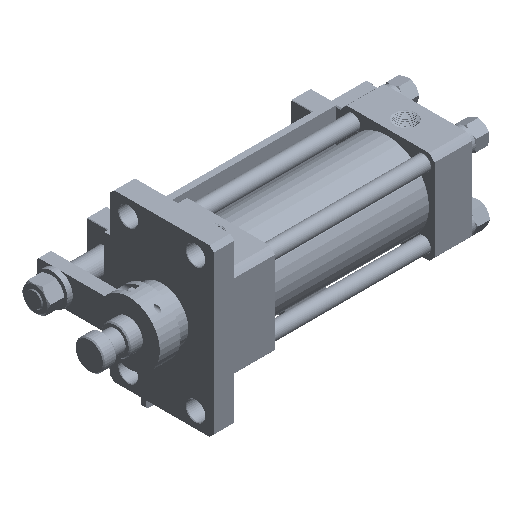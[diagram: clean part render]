
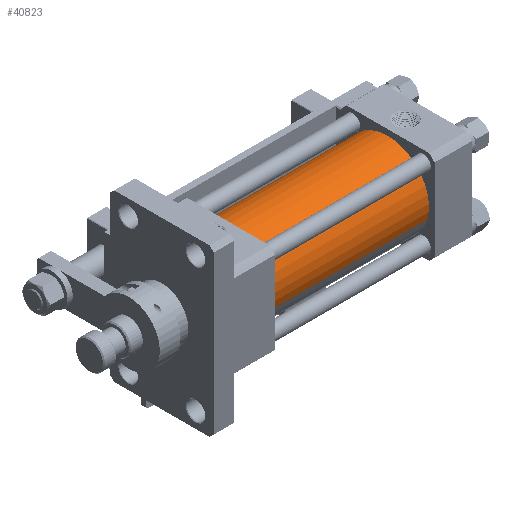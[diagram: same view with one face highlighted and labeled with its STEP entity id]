
A CAD part, isometric view. The second image highlights one B-rep face of the part: STEP entity #40823.
In plain terms, the highlighted cylindrical face has radius 40 mm (diameter 80 mm), a partial arc.
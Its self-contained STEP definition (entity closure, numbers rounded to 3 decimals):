
#18053 = DIRECTION ( 'NONE',  ( 0., 1., 0. ) ) ;
#18090 = DIRECTION ( 'NONE',  ( 0., 0., -1. ) ) ;
#18091 = AXIS2_PLACEMENT_3D ( 'NONE', #18092, #18053, #18090 ) ;
#18092 = CARTESIAN_POINT ( 'NONE',  ( 0., 0.5, 0. ) ) ;
#18103 = CARTESIAN_POINT ( 'NONE',  ( 0., 0.5, 40. ) ) ;
#18105 = CARTESIAN_POINT ( 'NONE',  ( 0., 153.5, -40. ) ) ;
#18106 = VECTOR ( 'NONE', #18133, 1000. ) ;
#18107 = CARTESIAN_POINT ( 'NONE',  ( 0., 154., 40. ) ) ;
#18108 = LINE ( 'NONE', #18107, #18106 ) ;
#18133 = DIRECTION ( 'NONE',  ( 0., -1., 0. ) ) ;
#18135 = CARTESIAN_POINT ( 'NONE',  ( 0., 153.5, 40. ) ) ;
#18431 = LINE ( 'NONE', #18487, #18486 ) ;
#18485 = DIRECTION ( 'NONE',  ( 0., -1., 0. ) ) ;
#18486 = VECTOR ( 'NONE', #18485, 1000. ) ;
#18487 = CARTESIAN_POINT ( 'NONE',  ( 0., 154., -40. ) ) ;
#18592 = CIRCLE ( 'NONE', #18091, 40. ) ;
#18618 = CIRCLE ( 'NONE', #18635, 40. ) ;
#18632 = DIRECTION ( 'NONE',  ( 0., 0., -1. ) ) ;
#18633 = DIRECTION ( 'NONE',  ( 0., -1., 0. ) ) ;
#18634 = CARTESIAN_POINT ( 'NONE',  ( 0., 153.5, 0. ) ) ;
#18635 = AXIS2_PLACEMENT_3D ( 'NONE', #18634, #18633, #18632 ) ;
#26081 = EDGE_LOOP ( 'NONE', ( #82807, #27355, #82686, #82729 ) ) ;
#27355 = ORIENTED_EDGE ( 'NONE', *, *, #82816, .T. ) ;
#29930 = CARTESIAN_POINT ( 'NONE',  ( 0., 154., 0. ) ) ;
#29931 = FACE_OUTER_BOUND ( 'NONE', #26081, .T. ) ;
#29935 = CYLINDRICAL_SURFACE ( 'NONE', #29984, 40. ) ;
#29977 = DIRECTION ( 'NONE',  ( 0., 0., -1. ) ) ;
#29978 = DIRECTION ( 'NONE',  ( 0., -1., 0. ) ) ;
#29984 = AXIS2_PLACEMENT_3D ( 'NONE', #29930, #29978, #29977 ) ;
#40823 = ADVANCED_FACE ( 'NONE', ( #29931 ), #29935, .T. ) ;
#44800 = VERTEX_POINT ( 'NONE', #60810 ) ;
#60810 = CARTESIAN_POINT ( 'NONE',  ( 0., 0.5, -40. ) ) ;
#82605 = EDGE_CURVE ( 'NONE', #82613, #82612, #18108, .T. ) ;
#82611 = VERTEX_POINT ( 'NONE', #18105 ) ;
#82612 = VERTEX_POINT ( 'NONE', #18103 ) ;
#82613 = VERTEX_POINT ( 'NONE', #18135 ) ;
#82686 = ORIENTED_EDGE ( 'NONE', *, *, #82714, .T. ) ;
#82714 = EDGE_CURVE ( 'NONE', #82611, #44800, #18431, .T. ) ;
#82729 = ORIENTED_EDGE ( 'NONE', *, *, #82777, .T. ) ;
#82777 = EDGE_CURVE ( 'NONE', #44800, #82612, #18592, .T. ) ;
#82807 = ORIENTED_EDGE ( 'NONE', *, *, #82605, .F. ) ;
#82816 = EDGE_CURVE ( 'NONE', #82613, #82611, #18618, .T. ) ;
